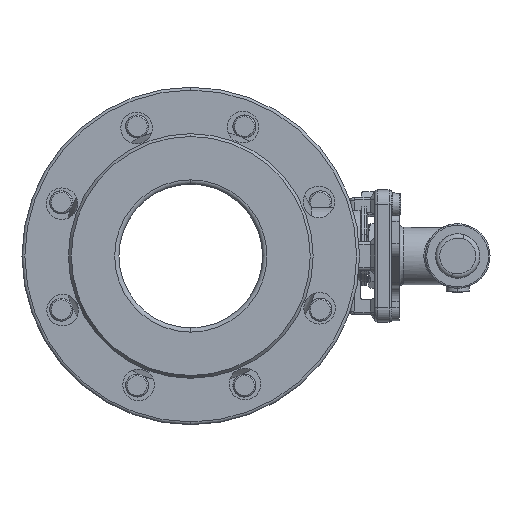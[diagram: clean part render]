
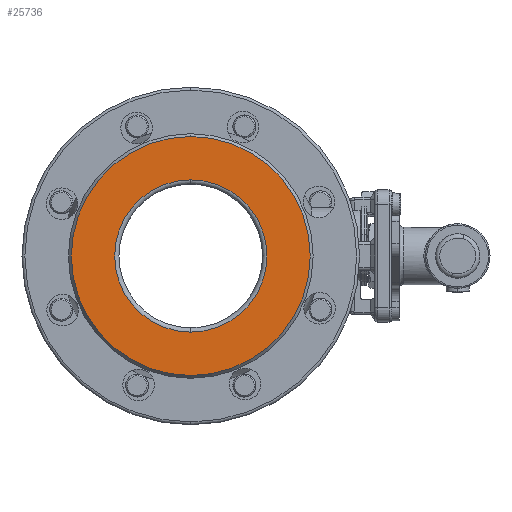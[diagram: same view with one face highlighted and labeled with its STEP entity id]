
A CAD part, left-side view. The second image highlights one B-rep face of the part: STEP entity #25736.
In plain terms, the highlighted planar face has unit normal (-1, 0, 0).
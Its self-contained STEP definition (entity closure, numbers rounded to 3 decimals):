
#2948 = DIRECTION ( 'NONE',  ( 0., 0., -1. ) ) ;
#8723 = CARTESIAN_POINT ( 'NONE',  ( -124.703, -13.397, 0. ) ) ;
#9919 = EDGE_CURVE ( 'NONE', #27185, #32301, #39687, .T. ) ;
#10563 = EDGE_CURVE ( 'NONE', #39240, #50555, #16354, .T. ) ;
#11880 = CARTESIAN_POINT ( 'NONE',  ( -124.703, -13.397, 83.169 ) ) ;
#12925 = PLANE ( 'NONE',  #53259 ) ;
#13922 = FACE_OUTER_BOUND ( 'NONE', #35186, .T. ) ;
#14660 = DIRECTION ( 'NONE',  ( 0., 0., -1. ) ) ;
#14754 = CARTESIAN_POINT ( 'NONE',  ( -124.703, -13.397, -53. ) ) ;
#16354 = CIRCLE ( 'NONE', #70208, 53. ) ;
#18317 = EDGE_LOOP ( 'NONE', ( #74570, #75590 ) ) ;
#18912 = DIRECTION ( 'NONE',  ( 0., 0., -1. ) ) ;
#19765 = ORIENTED_EDGE ( 'NONE', *, *, #28385, .F. ) ;
#21493 = CARTESIAN_POINT ( 'NONE',  ( -124.703, -13.397, 53. ) ) ;
#25182 = CARTESIAN_POINT ( 'NONE',  ( -124.703, -13.397, 0. ) ) ;
#25736 = ADVANCED_FACE ( 'NONE', ( #43723, #13922 ), #12925, .F. ) ;
#26453 = DIRECTION ( 'NONE',  ( 1., 0., 0. ) ) ;
#27185 = VERTEX_POINT ( 'NONE', #11880 ) ;
#28385 = EDGE_CURVE ( 'NONE', #32301, #27185, #53763, .T. ) ;
#31196 = DIRECTION ( 'NONE',  ( 0., 0., -1. ) ) ;
#32301 = VERTEX_POINT ( 'NONE', #66060 ) ;
#35186 = EDGE_LOOP ( 'NONE', ( #19765, #73366 ) ) ;
#35550 = CIRCLE ( 'NONE', #55225, 53. ) ;
#38555 = DIRECTION ( 'NONE',  ( 1., 0., 0. ) ) ;
#39240 = VERTEX_POINT ( 'NONE', #14754 ) ;
#39687 = CIRCLE ( 'NONE', #59734, 83.169 ) ;
#41339 = AXIS2_PLACEMENT_3D ( 'NONE', #74091, #38555, #2948 ) ;
#43010 = EDGE_CURVE ( 'NONE', #50555, #39240, #35550, .T. ) ;
#43723 = FACE_BOUND ( 'NONE', #18317, .T. ) ;
#50283 = DIRECTION ( 'NONE',  ( 1., 0., 0. ) ) ;
#50555 = VERTEX_POINT ( 'NONE', #21493 ) ;
#53259 = AXIS2_PLACEMENT_3D ( 'NONE', #59988, #54536, #18912 ) ;
#53763 = CIRCLE ( 'NONE', #41339, 83.169 ) ;
#54536 = DIRECTION ( 'NONE',  ( 1., 0., 0. ) ) ;
#55225 = AXIS2_PLACEMENT_3D ( 'NONE', #25182, #66780, #31196 ) ;
#59734 = AXIS2_PLACEMENT_3D ( 'NONE', #62061, #26453, #68045 ) ;
#59988 = CARTESIAN_POINT ( 'NONE',  ( -124.703, 736.307, 0. ) ) ;
#62061 = CARTESIAN_POINT ( 'NONE',  ( -124.703, -13.397, 0. ) ) ;
#66060 = CARTESIAN_POINT ( 'NONE',  ( -124.703, -13.397, -83.169 ) ) ;
#66780 = DIRECTION ( 'NONE',  ( 1., 0., 0. ) ) ;
#68045 = DIRECTION ( 'NONE',  ( 0., 0., -1. ) ) ;
#70208 = AXIS2_PLACEMENT_3D ( 'NONE', #8723, #50283, #14660 ) ;
#73366 = ORIENTED_EDGE ( 'NONE', *, *, #9919, .F. ) ;
#74091 = CARTESIAN_POINT ( 'NONE',  ( -124.703, -13.397, 0. ) ) ;
#74570 = ORIENTED_EDGE ( 'NONE', *, *, #10563, .T. ) ;
#75590 = ORIENTED_EDGE ( 'NONE', *, *, #43010, .T. ) ;
